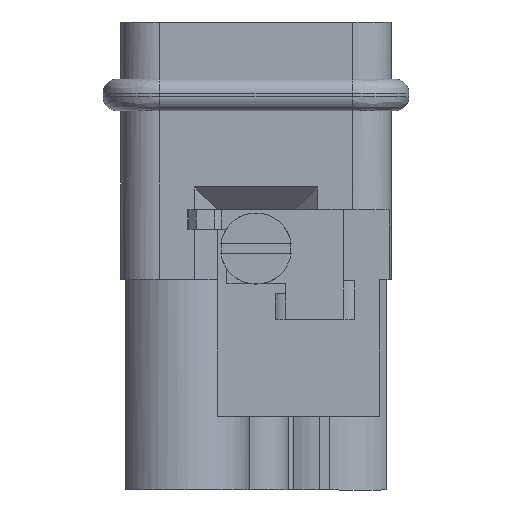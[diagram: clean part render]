
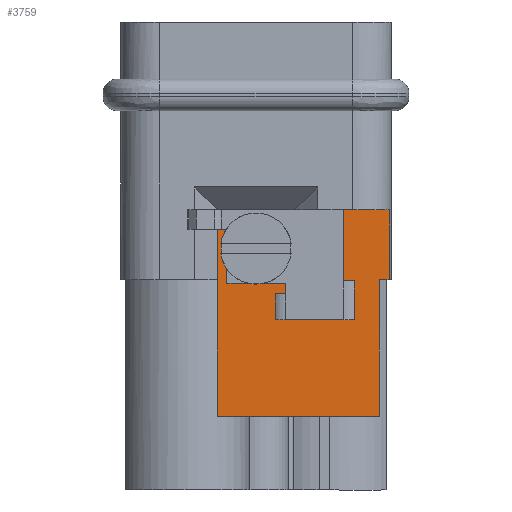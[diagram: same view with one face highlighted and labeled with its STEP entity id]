
A CAD part, left-side view. The second image highlights one B-rep face of the part: STEP entity #3759.
In plain terms, the highlighted planar face has unit normal (-1, 0, 0).
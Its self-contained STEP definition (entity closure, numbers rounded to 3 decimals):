
#3280=FACE_OUTER_BOUND('',#4711,.T.);
#3759=ADVANCED_FACE('',(#3280),#4190,.F.);
#4190=PLANE('',#13882);
#4711=EDGE_LOOP('',(#6142,#6143,#6144,#6145,#6146,#6147,#6148,#6149,#6150,
#6151,#6152,#6153,#6154,#6155,#6156,#6157,#6158,#6159,#6160));
#6142=ORIENTED_EDGE('',*,*,#9274,.T.);
#6143=ORIENTED_EDGE('',*,*,#9275,.T.);
#6144=ORIENTED_EDGE('',*,*,#9276,.F.);
#6145=ORIENTED_EDGE('',*,*,#9268,.F.);
#6146=ORIENTED_EDGE('',*,*,#9265,.F.);
#6147=ORIENTED_EDGE('',*,*,#9277,.F.);
#6148=ORIENTED_EDGE('',*,*,#9278,.F.);
#6149=ORIENTED_EDGE('',*,*,#9279,.F.);
#6150=ORIENTED_EDGE('',*,*,#9280,.F.);
#6151=ORIENTED_EDGE('',*,*,#9281,.F.);
#6152=ORIENTED_EDGE('',*,*,#8862,.F.);
#6153=ORIENTED_EDGE('',*,*,#8805,.F.);
#6154=ORIENTED_EDGE('',*,*,#9282,.T.);
#6155=ORIENTED_EDGE('',*,*,#9283,.T.);
#6156=ORIENTED_EDGE('',*,*,#9284,.T.);
#6157=ORIENTED_EDGE('',*,*,#9285,.T.);
#6158=ORIENTED_EDGE('',*,*,#9286,.T.);
#6159=ORIENTED_EDGE('',*,*,#9287,.F.);
#6160=ORIENTED_EDGE('',*,*,#9288,.T.);
#7900=VERTEX_POINT('',#17566);
#7901=VERTEX_POINT('',#17568);
#7950=VERTEX_POINT('',#17724);
#8217=VERTEX_POINT('',#18881);
#8218=VERTEX_POINT('',#18886);
#8220=VERTEX_POINT('',#18900);
#8223=VERTEX_POINT('',#18911);
#8224=VERTEX_POINT('',#18912);
#8225=VERTEX_POINT('',#18914);
#8226=VERTEX_POINT('',#18917);
#8227=VERTEX_POINT('',#18919);
#8228=VERTEX_POINT('',#18921);
#8229=VERTEX_POINT('',#18923);
#8230=VERTEX_POINT('',#18926);
#8231=VERTEX_POINT('',#18928);
#8232=VERTEX_POINT('',#18933);
#8233=VERTEX_POINT('',#18935);
#8234=VERTEX_POINT('',#18940);
#8235=VERTEX_POINT('',#18942);
#8805=EDGE_CURVE('',#7900,#7901,#11084,.T.);
#8862=EDGE_CURVE('',#7901,#7950,#11118,.T.);
#9265=EDGE_CURVE('',#8217,#8218,#10095,.T.);
#9268=EDGE_CURVE('',#8218,#8220,#10097,.T.);
#9274=EDGE_CURVE('',#8223,#8224,#11359,.T.);
#9275=EDGE_CURVE('',#8224,#8225,#11360,.T.);
#9276=EDGE_CURVE('',#8220,#8225,#11361,.T.);
#9277=EDGE_CURVE('',#8226,#8217,#11362,.T.);
#9278=EDGE_CURVE('',#8227,#8226,#11363,.T.);
#9279=EDGE_CURVE('',#8228,#8227,#11364,.T.);
#9280=EDGE_CURVE('',#8229,#8228,#11365,.T.);
#9281=EDGE_CURVE('',#7950,#8229,#11366,.T.);
#9282=EDGE_CURVE('',#7900,#8230,#11367,.T.);
#9283=EDGE_CURVE('',#8230,#8231,#11368,.T.);
#9284=EDGE_CURVE('',#8231,#8232,#10098,.T.);
#9285=EDGE_CURVE('',#8232,#8233,#11369,.T.);
#9286=EDGE_CURVE('',#8233,#8234,#10099,.T.);
#9287=EDGE_CURVE('',#8235,#8234,#11370,.T.);
#9288=EDGE_CURVE('',#8235,#8223,#11371,.T.);
#10095=B_SPLINE_CURVE_WITH_KNOTS('',3,(#18882,#18883,#18884,#18885),
 .UNSPECIFIED.,.F.,.F.,(4,4),(0.,1.),.UNSPECIFIED.);
#10097=B_SPLINE_CURVE_WITH_KNOTS('',3,(#18896,#18897,#18898,#18899),
 .UNSPECIFIED.,.F.,.F.,(4,4),(0.,1.),.UNSPECIFIED.);
#10098=B_SPLINE_CURVE_WITH_KNOTS('',3,(#18929,#18930,#18931,#18932),
 .UNSPECIFIED.,.F.,.F.,(4,4),(0.,1.),.UNSPECIFIED.);
#10099=B_SPLINE_CURVE_WITH_KNOTS('',3,(#18936,#18937,#18938,#18939),
 .UNSPECIFIED.,.F.,.F.,(4,4),(0.,1.),.UNSPECIFIED.);
#11084=LINE('',#17567,#11986);
#11118=LINE('',#17723,#12020);
#11359=LINE('',#18910,#12261);
#11360=LINE('',#18913,#12262);
#11361=LINE('',#18915,#12263);
#11362=LINE('',#18916,#12264);
#11363=LINE('',#18918,#12265);
#11364=LINE('',#18920,#12266);
#11365=LINE('',#18922,#12267);
#11366=LINE('',#18924,#12268);
#11367=LINE('',#18925,#12269);
#11368=LINE('',#18927,#12270);
#11369=LINE('',#18934,#12271);
#11370=LINE('',#18941,#12272);
#11371=LINE('',#18943,#12273);
#11986=VECTOR('',#14536,1.);
#12020=VECTOR('',#14618,1.);
#12261=VECTOR('',#15337,1.);
#12262=VECTOR('',#15338,1.);
#12263=VECTOR('',#15339,1.);
#12264=VECTOR('',#15340,1.);
#12265=VECTOR('',#15341,1.);
#12266=VECTOR('',#15342,1.);
#12267=VECTOR('',#15343,1.);
#12268=VECTOR('',#15344,1.);
#12269=VECTOR('',#15345,1.);
#12270=VECTOR('',#15346,1.);
#12271=VECTOR('',#15347,1.);
#12272=VECTOR('',#15348,1.);
#12273=VECTOR('',#15349,1.);
#13882=AXIS2_PLACEMENT_3D('',#18944,#15350,#15351);
#14536=DIRECTION('',(0.,-1.,0.));
#14618=DIRECTION('',(0.,0.,-1.));
#15337=DIRECTION('',(0.,1.,0.));
#15338=DIRECTION('',(0.,0.,1.));
#15339=DIRECTION('',(0.,-1.,0.));
#15340=DIRECTION('',(0.,1.,0.));
#15341=DIRECTION('',(0.,1.,0.));
#15342=DIRECTION('',(0.,1.,0.));
#15343=DIRECTION('',(0.,0.,-1.));
#15344=DIRECTION('',(0.,1.,0.));
#15345=DIRECTION('',(0.,0.,-1.));
#15346=DIRECTION('',(0.,-1.,0.));
#15347=DIRECTION('',(0.,1.,0.));
#15348=DIRECTION('',(0.,1.,0.));
#15349=DIRECTION('',(0.,0.,1.));
#15350=DIRECTION('',(1.,0.,0.));
#15351=DIRECTION('',(0.,1.,0.));
#17566=CARTESIAN_POINT('',(-8.45,-6.8,3.));
#17567=CARTESIAN_POINT('',(-8.45,-10.312,3.));
#17568=CARTESIAN_POINT('',(-8.45,-10.312,3.));
#17723=CARTESIAN_POINT('',(-8.45,-10.312,3.));
#17724=CARTESIAN_POINT('',(-8.45,-10.312,-2.4));
#18881=CARTESIAN_POINT('',(-8.45,2.999,-13.));
#18882=CARTESIAN_POINT('',(-8.45,2.999,-13.));
#18883=CARTESIAN_POINT('',(-8.45,2.999,-9.467));
#18884=CARTESIAN_POINT('',(-8.45,3.,-5.933));
#18885=CARTESIAN_POINT('',(-8.45,3.,-2.4));
#18886=CARTESIAN_POINT('',(-8.45,3.,-2.4));
#18896=CARTESIAN_POINT('',(-8.451,3.,-2.4));
#18897=CARTESIAN_POINT('',(-8.451,3.,-1.1));
#18898=CARTESIAN_POINT('',(-8.451,3.,0.2));
#18899=CARTESIAN_POINT('',(-8.451,3.,1.5));
#18900=CARTESIAN_POINT('',(-8.451,3.,1.5));
#18910=CARTESIAN_POINT('',(-8.45,-14.54,-2.7));
#18911=CARTESIAN_POINT('',(-8.45,-2.3,-2.7));
#18912=CARTESIAN_POINT('',(-8.45,2.25,-2.7));
#18913=CARTESIAN_POINT('',(-8.45,2.25,-25.492));
#18914=CARTESIAN_POINT('',(-8.45,2.25,1.5));
#18915=CARTESIAN_POINT('',(-8.45,-14.54,1.5));
#18916=CARTESIAN_POINT('',(-8.45,-14.54,-13.));
#18917=CARTESIAN_POINT('',(-8.45,-2.65,-13.));
#18918=CARTESIAN_POINT('',(-8.45,-14.54,-13.));
#18919=CARTESIAN_POINT('',(-8.45,-6.45,-13.));
#18920=CARTESIAN_POINT('',(-8.45,-9.55,-13.));
#18921=CARTESIAN_POINT('',(-8.45,-9.55,-13.));
#18922=CARTESIAN_POINT('',(-8.45,-9.55,-2.4));
#18923=CARTESIAN_POINT('',(-8.45,-9.55,-2.4));
#18924=CARTESIAN_POINT('',(-8.45,-10.312,-2.4));
#18925=CARTESIAN_POINT('',(-8.45,-6.8,-25.492));
#18926=CARTESIAN_POINT('',(-8.45,-6.8,-2.5));
#18927=CARTESIAN_POINT('',(-8.45,-14.54,-2.5));
#18928=CARTESIAN_POINT('',(-8.45,-7.619,-2.5));
#18929=CARTESIAN_POINT('',(-8.45,-7.619,-2.5));
#18930=CARTESIAN_POINT('',(-8.45,-7.619,-3.5));
#18931=CARTESIAN_POINT('',(-8.45,-7.619,-4.5));
#18932=CARTESIAN_POINT('',(-8.45,-7.619,-5.5));
#18933=CARTESIAN_POINT('',(-8.45,-7.619,-5.5));
#18934=CARTESIAN_POINT('',(-8.45,-14.54,-5.5));
#18935=CARTESIAN_POINT('',(-8.45,-1.481,-5.5));
#18936=CARTESIAN_POINT('',(-8.45,-1.481,-5.5));
#18937=CARTESIAN_POINT('',(-8.45,-1.481,-4.833));
#18938=CARTESIAN_POINT('',(-8.45,-1.481,-4.167));
#18939=CARTESIAN_POINT('',(-8.45,-1.481,-3.5));
#18940=CARTESIAN_POINT('',(-8.45,-1.481,-3.5));
#18941=CARTESIAN_POINT('',(-8.45,-14.54,-3.5));
#18942=CARTESIAN_POINT('',(-8.45,-2.3,-3.5));
#18943=CARTESIAN_POINT('',(-8.45,-2.3,-25.492));
#18944=CARTESIAN_POINT('',(-8.45,-14.54,-25.492));
